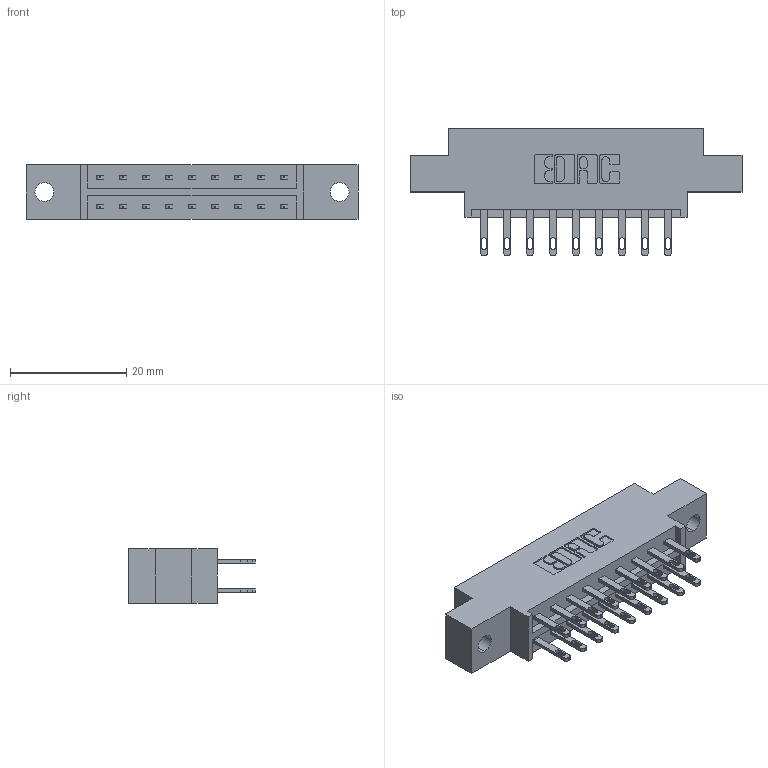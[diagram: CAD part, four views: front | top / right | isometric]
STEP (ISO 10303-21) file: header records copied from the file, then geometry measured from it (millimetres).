
FILE_DESCRIPTION (( 'STEP AP203' ), '1' );
FILE_NAME ('333-018-500-802.STEP', '2019-08-09T12:34:53', ( '' ), ( '' ), 'SwSTEP 2.0', 'SolidWorks 2016', '' );
FILE_SCHEMA (( 'CONFIG_CONTROL_DESIGN' ));
Length unit declared in the file: inch
Products named in the file (3): 345-292-001_345-293-100; 333-018-500-802; 333 Part_Offset - .128 Dia
Assembly tree (19 placements, depth 2):
  333-018-500-802
    333 Part_Offset - .128 Dia
    345-292-001_345-293-100  x18
Bounding box: 57.2 x 21.85 x 9.4 mm (x, y, z)
Volume: 5321.8 mm3; surface area: 6082.7 mm2
Topology: 19 solids, 19 shells, 982 faces, 2969 edges, 1978 vertices
Faces by surface type: plane 614, cylinder 368
Entity records: 10123 total; most frequent: CARTESIAN_POINT 1718, ORIENTED_EDGE 1654, DIRECTION 1527, EDGE_CURVE 827, LINE 695, VECTOR 695, VERTEX_POINT 550, AXIS2_PLACEMENT_3D 416
